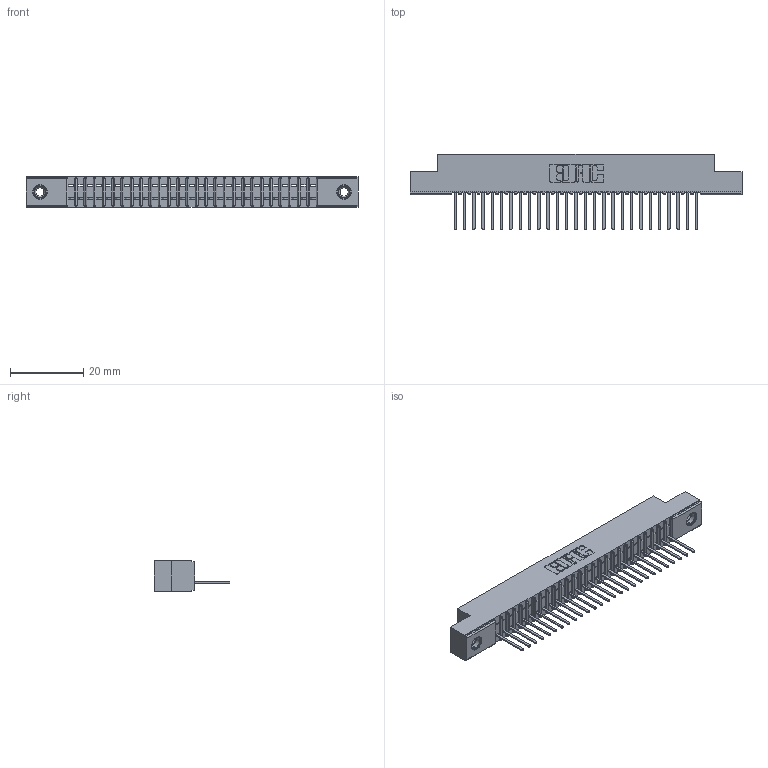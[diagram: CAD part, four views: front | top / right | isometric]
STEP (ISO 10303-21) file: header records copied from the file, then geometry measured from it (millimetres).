
FILE_DESCRIPTION (( 'STEP AP203' ), '1' );
FILE_NAME ('341-027-522-108.STEP', '2018-08-06T19:05:54', ( '' ), ( '' ), 'SwSTEP 2.0', 'SolidWorks 2016', '' );
FILE_SCHEMA (( 'CONFIG_CONTROL_DESIGN' ));
Length unit declared in the file: inch
Products named in the file (4): 341 Part_.156 (3.96) Dia Mounting Holes; 341-292-001_341-292-122; 345-250-001_345-250-003-102; 341-027-522-108
Assembly tree (30 placements, depth 2):
  341-027-522-108
    341 Part_.156 (3.96) Dia Mounting Holes
    341-292-001_341-292-122  x27
    345-250-001_345-250-003-102  x2
Bounding box: 90.81 x 20.62 x 8.38 mm (x, y, z)
Volume: 4993.3 mm3; surface area: 9673.7 mm2
Topology: 30 solids, 30 shells, 2390 faces, 6851 edges, 4394 vertices
Faces by surface type: plane 1477, cylinder 789, sphere 56, torus 56, cone 12
Entity records: 34995 total; most frequent: CARTESIAN_POINT 5917, ORIENTED_EDGE 5898, DIRECTION 5735, EDGE_CURVE 2949, LINE 2363, VECTOR 2363, VERTEX_POINT 1868, AXIS2_PLACEMENT_3D 1686
